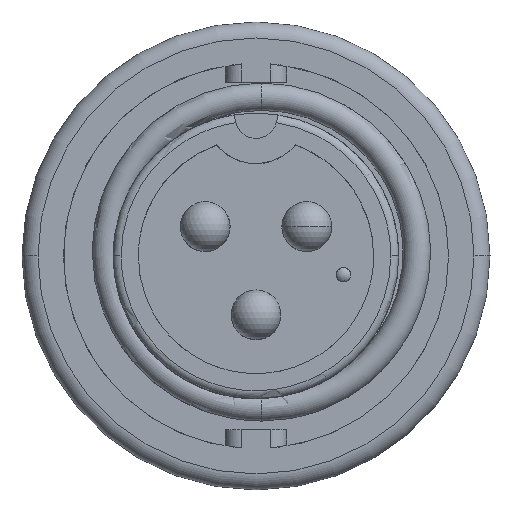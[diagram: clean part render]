
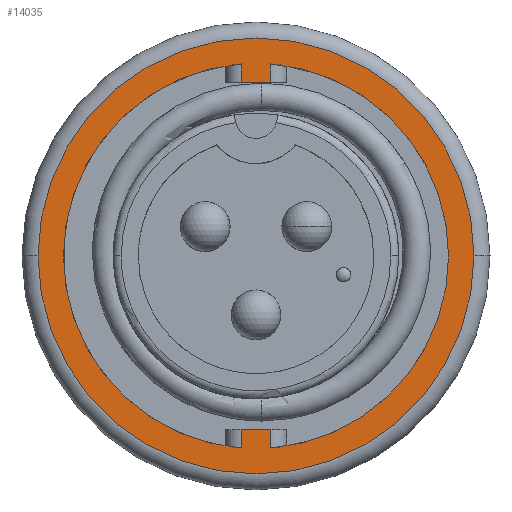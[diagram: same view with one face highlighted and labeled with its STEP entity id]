
A CAD part, top view. The second image highlights one B-rep face of the part: STEP entity #14035.
In plain terms, the highlighted planar face has unit normal (0, 0, 1).
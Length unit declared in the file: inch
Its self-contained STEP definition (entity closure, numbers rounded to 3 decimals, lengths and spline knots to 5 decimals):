
#153 = AXIS2_PLACEMENT_3D ( 'NONE', #1862, #14290, #3608 ) ;
#248 = CARTESIAN_POINT ( 'NONE',  ( -0.0275, 0., 0. ) ) ;
#276 = DIRECTION ( 'NONE',  ( 1., 0., 0. ) ) ;
#522 = DIRECTION ( 'NONE',  ( 1., 0., 0. ) ) ;
#928 = CARTESIAN_POINT ( 'NONE',  ( 0.0275, 0., 0. ) ) ;
#967 = ORIENTED_EDGE ( 'NONE', *, *, #16934, .T. ) ;
#1132 = LINE ( 'NONE', #2696, #15847 ) ;
#1307 = CARTESIAN_POINT ( 'NONE',  ( 0.36, 0., 0. ) ) ;
#1519 = CARTESIAN_POINT ( 'NONE',  ( -0.0275, -0.325, 0. ) ) ;
#1569 = CARTESIAN_POINT ( 'NONE',  ( 0.0275, 0., 0. ) ) ;
#1627 = EDGE_CURVE ( 'NONE', #18971, #20214, #15645, .T. ) ;
#1690 = LINE ( 'NONE', #20899, #14730 ) ;
#1862 = CARTESIAN_POINT ( 'NONE',  ( 0., 0., 0. ) ) ;
#2612 = AXIS2_PLACEMENT_3D ( 'NONE', #15085, #4400, #16887 ) ;
#2632 = CARTESIAN_POINT ( 'NONE',  ( -0.0275, -0.35895, 0. ) ) ;
#2696 = CARTESIAN_POINT ( 'NONE',  ( 0.0275, 0.325, 0. ) ) ;
#2760 = PLANE ( 'NONE',  #11787 ) ;
#2831 = VERTEX_POINT ( 'NONE', #12830 ) ;
#3062 = FACE_BOUND ( 'NONE', #15250, .T. ) ;
#3161 = CARTESIAN_POINT ( 'NONE',  ( 0., 0., 0. ) ) ;
#3286 = DIRECTION ( 'NONE',  ( 0., -1., 0. ) ) ;
#3300 = VERTEX_POINT ( 'NONE', #17197 ) ;
#3302 = DIRECTION ( 'NONE',  ( 0., 1., 0. ) ) ;
#3351 = CIRCLE ( 'NONE', #4135, 0.4075 ) ;
#3608 = DIRECTION ( 'NONE',  ( 1., 0., 0. ) ) ;
#3726 = CARTESIAN_POINT ( 'NONE',  ( -0.0275, 0.35895, 0. ) ) ;
#4088 = ORIENTED_EDGE ( 'NONE', *, *, #17975, .F. ) ;
#4135 = AXIS2_PLACEMENT_3D ( 'NONE', #21667, #11113, #522 ) ;
#4400 = DIRECTION ( 'NONE',  ( 0., 0., 1. ) ) ;
#4447 = LINE ( 'NONE', #928, #5014 ) ;
#4466 = ORIENTED_EDGE ( 'NONE', *, *, #11538, .T. ) ;
#4515 = CARTESIAN_POINT ( 'NONE',  ( 0., 0., 0. ) ) ;
#4674 = EDGE_CURVE ( 'NONE', #20214, #3300, #5511, .T. ) ;
#4810 = ORIENTED_EDGE ( 'NONE', *, *, #8711, .T. ) ;
#4923 = DIRECTION ( 'NONE',  ( 1., 0., 0. ) ) ;
#4982 = EDGE_CURVE ( 'NONE', #14299, #5427, #13348, .T. ) ;
#5014 = VECTOR ( 'NONE', #11516, 39.37008 ) ;
#5108 = EDGE_CURVE ( 'NONE', #7659, #14299, #12225, .T. ) ;
#5427 = VERTEX_POINT ( 'NONE', #15997 ) ;
#5478 = DIRECTION ( 'NONE',  ( 0., -1., 0. ) ) ;
#5511 = LINE ( 'NONE', #248, #9707 ) ;
#7504 = EDGE_CURVE ( 'NONE', #18228, #2831, #4447, .T. ) ;
#7605 = ORIENTED_EDGE ( 'NONE', *, *, #4982, .T. ) ;
#7659 = VERTEX_POINT ( 'NONE', #1307 ) ;
#8100 = DIRECTION ( 'NONE',  ( 1., 0., 0. ) ) ;
#8711 = EDGE_CURVE ( 'NONE', #14703, #18971, #11975, .T. ) ;
#9206 = AXIS2_PLACEMENT_3D ( 'NONE', #21425, #10862, #276 ) ;
#9707 = VECTOR ( 'NONE', #5478, 39.37008 ) ;
#10367 = CARTESIAN_POINT ( 'NONE',  ( -0.0275, 0., 0. ) ) ;
#10862 = DIRECTION ( 'NONE',  ( 0., 0., -1. ) ) ;
#11113 = DIRECTION ( 'NONE',  ( 0., 0., 1. ) ) ;
#11516 = DIRECTION ( 'NONE',  ( 0., 1., 0. ) ) ;
#11538 = EDGE_CURVE ( 'NONE', #13223, #11980, #3351, .T. ) ;
#11787 = AXIS2_PLACEMENT_3D ( 'NONE', #4515, #18769, #8100 ) ;
#11881 = CIRCLE ( 'NONE', #2612, 0.4075 ) ;
#11975 = LINE ( 'NONE', #10367, #21365 ) ;
#11980 = VERTEX_POINT ( 'NONE', #22088 ) ;
#12225 = CIRCLE ( 'NONE', #153, 0.36 ) ;
#12830 = CARTESIAN_POINT ( 'NONE',  ( 0.0275, 0.35895, 0. ) ) ;
#13223 = VERTEX_POINT ( 'NONE', #21007 ) ;
#13348 = LINE ( 'NONE', #1569, #22140 ) ;
#14035 = ADVANCED_FACE ( 'NONE', ( #3062, #21345 ), #2760, .T. ) ;
#14221 = CARTESIAN_POINT ( 'NONE',  ( 0.0275, 0.325, 0. ) ) ;
#14290 = DIRECTION ( 'NONE',  ( 0., 0., -1. ) ) ;
#14299 = VERTEX_POINT ( 'NONE', #18521 ) ;
#14703 = VERTEX_POINT ( 'NONE', #1519 ) ;
#14730 = VECTOR ( 'NONE', #22646, 39.37008 ) ;
#15085 = CARTESIAN_POINT ( 'NONE',  ( 0., 0., 0. ) ) ;
#15250 = EDGE_LOOP ( 'NONE', ( #4088, #4810, #16581, #20319, #16998, #21585, #967, #20549, #7605 ) ) ;
#15622 = DIRECTION ( 'NONE',  ( 0., 0., -1. ) ) ;
#15645 = CIRCLE ( 'NONE', #9206, 0.36 ) ;
#15847 = VECTOR ( 'NONE', #20361, 39.37008 ) ;
#15877 = AXIS2_PLACEMENT_3D ( 'NONE', #3161, #15622, #4923 ) ;
#15997 = CARTESIAN_POINT ( 'NONE',  ( 0.0275, -0.325, 0. ) ) ;
#16581 = ORIENTED_EDGE ( 'NONE', *, *, #1627, .T. ) ;
#16757 = EDGE_LOOP ( 'NONE', ( #18734, #4466 ) ) ;
#16887 = DIRECTION ( 'NONE',  ( 1., 0., 0. ) ) ;
#16934 = EDGE_CURVE ( 'NONE', #2831, #7659, #22382, .T. ) ;
#16998 = ORIENTED_EDGE ( 'NONE', *, *, #17967, .F. ) ;
#17197 = CARTESIAN_POINT ( 'NONE',  ( -0.0275, 0.325, 0. ) ) ;
#17967 = EDGE_CURVE ( 'NONE', #18228, #3300, #1132, .T. ) ;
#17975 = EDGE_CURVE ( 'NONE', #14703, #5427, #1690, .T. ) ;
#18228 = VERTEX_POINT ( 'NONE', #14221 ) ;
#18521 = CARTESIAN_POINT ( 'NONE',  ( 0.0275, -0.35895, 0. ) ) ;
#18734 = ORIENTED_EDGE ( 'NONE', *, *, #21280, .T. ) ;
#18769 = DIRECTION ( 'NONE',  ( 0., 0., 1. ) ) ;
#18971 = VERTEX_POINT ( 'NONE', #2632 ) ;
#20214 = VERTEX_POINT ( 'NONE', #3726 ) ;
#20319 = ORIENTED_EDGE ( 'NONE', *, *, #4674, .T. ) ;
#20361 = DIRECTION ( 'NONE',  ( -1., 0., 0. ) ) ;
#20549 = ORIENTED_EDGE ( 'NONE', *, *, #5108, .T. ) ;
#20899 = CARTESIAN_POINT ( 'NONE',  ( -0.0275, -0.325, 0. ) ) ;
#21007 = CARTESIAN_POINT ( 'NONE',  ( -0.4075, 0., 0. ) ) ;
#21280 = EDGE_CURVE ( 'NONE', #11980, #13223, #11881, .T. ) ;
#21345 = FACE_OUTER_BOUND ( 'NONE', #16757, .T. ) ;
#21365 = VECTOR ( 'NONE', #3286, 39.37008 ) ;
#21425 = CARTESIAN_POINT ( 'NONE',  ( 0., 0., 0. ) ) ;
#21585 = ORIENTED_EDGE ( 'NONE', *, *, #7504, .T. ) ;
#21667 = CARTESIAN_POINT ( 'NONE',  ( 0., 0., 0. ) ) ;
#22088 = CARTESIAN_POINT ( 'NONE',  ( 0.4075, 0., 0. ) ) ;
#22140 = VECTOR ( 'NONE', #3302, 39.37008 ) ;
#22382 = CIRCLE ( 'NONE', #15877, 0.36 ) ;
#22646 = DIRECTION ( 'NONE',  ( 1., 0., 0. ) ) ;
